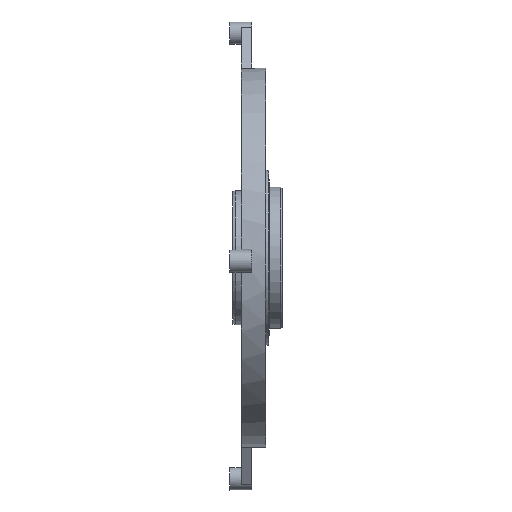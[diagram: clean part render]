
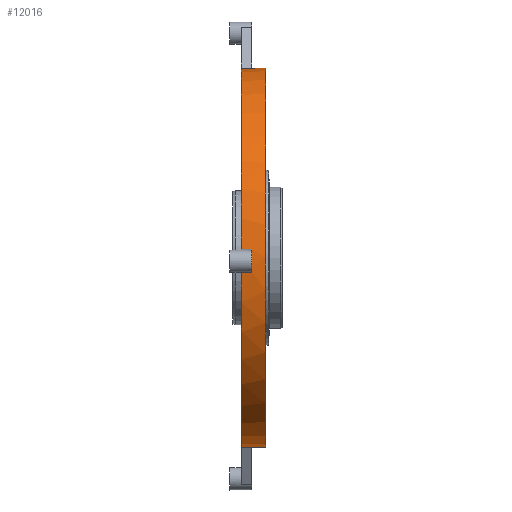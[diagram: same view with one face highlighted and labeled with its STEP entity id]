
A CAD part, left-side view. The second image highlights one B-rep face of the part: STEP entity #12016.
In plain terms, the highlighted cylindrical face has radius 85 mm (diameter 170 mm), a full revolution.
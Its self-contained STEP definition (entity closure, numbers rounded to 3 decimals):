
#546=FACE_OUTER_BOUND('',#1216,.T.);
#1216=EDGE_LOOP('',(#7621,#7622,#7623,#7624,#7625,#7626,#7627,#7628,#7629,
#7630,#7631,#7632,#7633,#7634,#7635,#7636));
#1914=LINE('',#18004,#2592);
#1916=LINE('',#18009,#2594);
#1918=LINE('',#18017,#2596);
#1919=LINE('',#18021,#2597);
#1920=LINE('',#18025,#2598);
#1921=LINE('',#18030,#2599);
#1922=LINE('',#18034,#2600);
#2592=VECTOR('',#14294,10.);
#2594=VECTOR('',#14298,10.);
#2596=VECTOR('',#14308,85.);
#2597=VECTOR('',#14311,10.);
#2598=VECTOR('',#14314,10.);
#2599=VECTOR('',#14319,10.);
#2600=VECTOR('',#14322,10.);
#3279=CIRCLE('',#12722,85.);
#3280=CIRCLE('',#12724,85.);
#3281=CIRCLE('',#12725,85.);
#3282=CIRCLE('',#12726,85.);
#3283=CIRCLE('',#12727,85.);
#3284=CIRCLE('',#12728,85.);
#3285=CIRCLE('',#12729,85.);
#3286=CIRCLE('',#12730,85.);
#4283=VERTEX_POINT('',#18000);
#4284=VERTEX_POINT('',#18002);
#4285=VERTEX_POINT('',#18006);
#4286=VERTEX_POINT('',#18008);
#4287=VERTEX_POINT('',#18014);
#4288=VERTEX_POINT('',#18016);
#4289=VERTEX_POINT('',#18018);
#4290=VERTEX_POINT('',#18020);
#4291=VERTEX_POINT('',#18022);
#4292=VERTEX_POINT('',#18024);
#4293=VERTEX_POINT('',#18027);
#4294=VERTEX_POINT('',#18029);
#4295=VERTEX_POINT('',#18031);
#4296=VERTEX_POINT('',#18033);
#5616=EDGE_CURVE('',#4283,#4284,#1914,.T.);
#5618=EDGE_CURVE('',#4286,#4285,#1916,.T.);
#5620=EDGE_CURVE('',#4285,#4283,#3279,.T.);
#5621=EDGE_CURVE('',#4287,#4287,#3280,.T.);
#5622=EDGE_CURVE('',#4287,#4288,#1918,.T.);
#5623=EDGE_CURVE('',#4289,#4288,#3281,.T.);
#5624=EDGE_CURVE('',#4289,#4290,#1919,.T.);
#5625=EDGE_CURVE('',#4290,#4291,#3282,.T.);
#5626=EDGE_CURVE('',#4291,#4292,#1920,.T.);
#5627=EDGE_CURVE('',#4286,#4292,#3283,.T.);
#5628=EDGE_CURVE('',#4293,#4284,#3284,.T.);
#5629=EDGE_CURVE('',#4294,#4293,#1921,.T.);
#5630=EDGE_CURVE('',#4295,#4294,#3285,.T.);
#5631=EDGE_CURVE('',#4296,#4295,#1922,.T.);
#5632=EDGE_CURVE('',#4288,#4296,#3286,.T.);
#7621=ORIENTED_EDGE('',*,*,#5621,.F.);
#7622=ORIENTED_EDGE('',*,*,#5622,.T.);
#7623=ORIENTED_EDGE('',*,*,#5623,.F.);
#7624=ORIENTED_EDGE('',*,*,#5624,.T.);
#7625=ORIENTED_EDGE('',*,*,#5625,.T.);
#7626=ORIENTED_EDGE('',*,*,#5626,.T.);
#7627=ORIENTED_EDGE('',*,*,#5627,.F.);
#7628=ORIENTED_EDGE('',*,*,#5618,.T.);
#7629=ORIENTED_EDGE('',*,*,#5620,.T.);
#7630=ORIENTED_EDGE('',*,*,#5616,.T.);
#7631=ORIENTED_EDGE('',*,*,#5628,.F.);
#7632=ORIENTED_EDGE('',*,*,#5629,.F.);
#7633=ORIENTED_EDGE('',*,*,#5630,.F.);
#7634=ORIENTED_EDGE('',*,*,#5631,.F.);
#7635=ORIENTED_EDGE('',*,*,#5632,.F.);
#7636=ORIENTED_EDGE('',*,*,#5622,.F.);
#11528=CYLINDRICAL_SURFACE('',#12723,85.);
#12016=ADVANCED_FACE('',(#546),#11528,.T.);
#12722=AXIS2_PLACEMENT_3D('',#18012,#14302,#14303);
#12723=AXIS2_PLACEMENT_3D('',#18013,#14304,#14305);
#12724=AXIS2_PLACEMENT_3D('',#18015,#14306,#14307);
#12725=AXIS2_PLACEMENT_3D('',#18019,#14309,#14310);
#12726=AXIS2_PLACEMENT_3D('',#18023,#14312,#14313);
#12727=AXIS2_PLACEMENT_3D('',#18026,#14315,#14316);
#12728=AXIS2_PLACEMENT_3D('',#18028,#14317,#14318);
#12729=AXIS2_PLACEMENT_3D('',#18032,#14320,#14321);
#12730=AXIS2_PLACEMENT_3D('',#18035,#14323,#14324);
#14294=DIRECTION('',(0.,1.,0.));
#14298=DIRECTION('',(0.,-1.,0.));
#14302=DIRECTION('center_axis',(0.,-1.,0.));
#14303=DIRECTION('ref_axis',(-1.,0.,0.));
#14304=DIRECTION('center_axis',(0.,-1.,0.));
#14305=DIRECTION('ref_axis',(-1.,0.,0.));
#14306=DIRECTION('center_axis',(0.,-1.,0.));
#14307=DIRECTION('ref_axis',(-1.,0.,0.));
#14308=DIRECTION('',(0.,1.,0.));
#14309=DIRECTION('center_axis',(0.,1.,0.));
#14310=DIRECTION('ref_axis',(-1.,0.,0.));
#14311=DIRECTION('',(0.,-1.,0.));
#14312=DIRECTION('center_axis',(0.,-1.,0.));
#14313=DIRECTION('ref_axis',(-1.,0.,0.));
#14314=DIRECTION('',(0.,1.,0.));
#14315=DIRECTION('center_axis',(0.,1.,0.));
#14316=DIRECTION('ref_axis',(-1.,0.,0.));
#14317=DIRECTION('center_axis',(0.,1.,0.));
#14318=DIRECTION('ref_axis',(-1.,0.,0.));
#14319=DIRECTION('',(0.,1.,0.));
#14320=DIRECTION('center_axis',(0.,1.,0.));
#14321=DIRECTION('ref_axis',(-1.,0.,0.));
#14322=DIRECTION('',(0.,-1.,0.));
#14323=DIRECTION('center_axis',(0.,1.,0.));
#14324=DIRECTION('ref_axis',(-1.,0.,0.));
#18000=CARTESIAN_POINT('',(-84.774,3.7,-6.2));
#18002=CARTESIAN_POINT('',(-84.774,8.4,-6.2));
#18004=CARTESIAN_POINT('',(-84.774,8.4,-6.2));
#18006=CARTESIAN_POINT('',(-84.915,3.7,3.799));
#18008=CARTESIAN_POINT('',(-84.915,8.4,3.799));
#18009=CARTESIAN_POINT('',(-84.915,8.4,3.799));
#18012=CARTESIAN_POINT('Origin',(0.,3.7,0.));
#18013=CARTESIAN_POINT('Origin',(0.,8.4,0.));
#18014=CARTESIAN_POINT('',(85.,-2.5,0.));
#18015=CARTESIAN_POINT('Origin',(0.,-2.5,0.));
#18016=CARTESIAN_POINT('',(85.,8.4,0.));
#18017=CARTESIAN_POINT('',(85.,8.4,0.));
#18018=CARTESIAN_POINT('',(45.748,8.4,71.639));
#18019=CARTESIAN_POINT('Origin',(0.,8.4,0.));
#18020=CARTESIAN_POINT('',(45.748,3.7,71.639));
#18021=CARTESIAN_POINT('',(45.748,8.4,71.639));
#18022=CARTESIAN_POINT('',(37.018,3.7,76.516));
#18023=CARTESIAN_POINT('Origin',(0.,3.7,0.));
#18024=CARTESIAN_POINT('',(37.018,8.4,76.516));
#18025=CARTESIAN_POINT('',(37.018,8.4,76.516));
#18026=CARTESIAN_POINT('Origin',(0.,8.4,0.));
#18027=CARTESIAN_POINT('',(39.167,8.4,-75.438));
#18028=CARTESIAN_POINT('Origin',(0.,8.4,0.));
#18029=CARTESIAN_POINT('',(39.167,3.7,-75.438));
#18030=CARTESIAN_POINT('',(39.167,8.4,-75.438));
#18031=CARTESIAN_POINT('',(47.756,3.7,-70.316));
#18032=CARTESIAN_POINT('Origin',(0.,3.7,0.));
#18033=CARTESIAN_POINT('',(47.756,8.4,-70.316));
#18034=CARTESIAN_POINT('',(47.756,8.4,-70.316));
#18035=CARTESIAN_POINT('Origin',(0.,8.4,0.));
